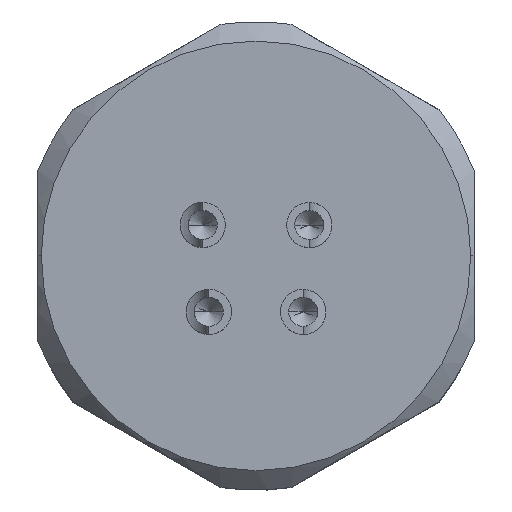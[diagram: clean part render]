
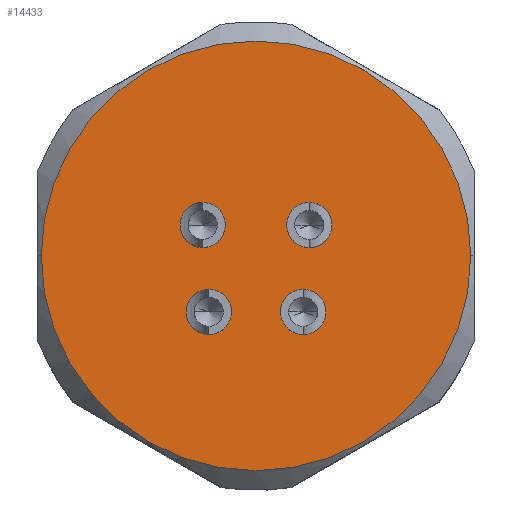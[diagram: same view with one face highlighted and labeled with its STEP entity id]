
A CAD part, top view. The second image highlights one B-rep face of the part: STEP entity #14433.
In plain terms, the highlighted planar face has unit normal (0, 0, 1).
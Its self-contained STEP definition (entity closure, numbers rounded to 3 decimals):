
#2422=CARTESIAN_POINT('',(0.,0.,0.));
#2423=DIRECTION('',(0.,0.,1.));
#2424=DIRECTION('',(1.,0.,0.));
#2425=AXIS2_PLACEMENT_3D('',#2422,#2423,#2424);
#2540=CARTESIAN_POINT('',(0.,0.,0.));
#2541=DIRECTION('',(0.,0.,-1.));
#2542=DIRECTION('',(1.,0.,0.));
#2543=AXIS2_PLACEMENT_3D('',#2540,#2541,#2542);
#2558=CARTESIAN_POINT('',(-2.92,-3.48,0.));
#2559=DIRECTION('',(0.,0.,1.));
#2560=DIRECTION('',(1.,0.,0.));
#2561=AXIS2_PLACEMENT_3D('',#2558,#2559,#2560);
#2563=CARTESIAN_POINT('',(-2.92,-3.48,0.));
#2564=DIRECTION('',(0.,0.,1.));
#2565=DIRECTION('',(-1.,0.,0.));
#2566=AXIS2_PLACEMENT_3D('',#2563,#2564,#2565);
#2568=CARTESIAN_POINT('',(2.92,-3.48,0.));
#2569=DIRECTION('',(0.,0.,1.));
#2570=DIRECTION('',(-1.,0.,0.));
#2571=AXIS2_PLACEMENT_3D('',#2568,#2569,#2570);
#2573=CARTESIAN_POINT('',(2.92,-3.48,0.));
#2574=DIRECTION('',(0.,0.,1.));
#2575=DIRECTION('',(1.,0.,0.));
#2576=AXIS2_PLACEMENT_3D('',#2573,#2574,#2575);
#2578=CARTESIAN_POINT('',(3.3,1.9,0.));
#2579=DIRECTION('',(0.,0.,1.));
#2580=DIRECTION('',(-1.,0.,0.));
#2581=AXIS2_PLACEMENT_3D('',#2578,#2579,#2580);
#2583=CARTESIAN_POINT('',(3.3,1.9,0.));
#2584=DIRECTION('',(0.,0.,1.));
#2585=DIRECTION('',(1.,0.,0.));
#2586=AXIS2_PLACEMENT_3D('',#2583,#2584,#2585);
#2588=CARTESIAN_POINT('',(-3.3,1.9,0.));
#2589=DIRECTION('',(0.,0.,1.));
#2590=DIRECTION('',(1.,0.,0.));
#2591=AXIS2_PLACEMENT_3D('',#2588,#2589,#2590);
#2593=CARTESIAN_POINT('',(-3.3,1.9,0.));
#2594=DIRECTION('',(0.,0.,1.));
#2595=DIRECTION('',(-1.,0.,0.));
#2596=AXIS2_PLACEMENT_3D('',#2593,#2594,#2595);
#9647=CARTESIAN_POINT('',(13.3,0.,0.));
#9648=CARTESIAN_POINT('',(-13.3,0.,0.));
#9649=VERTEX_POINT('',#9647);
#9650=VERTEX_POINT('',#9648);
#10994=CARTESIAN_POINT('',(-4.7,1.9,0.));
#10995=CARTESIAN_POINT('',(-1.9,1.9,0.));
#10996=VERTEX_POINT('',#10994);
#10997=VERTEX_POINT('',#10995);
#10998=CARTESIAN_POINT('',(4.7,1.9,0.));
#10999=CARTESIAN_POINT('',(1.9,1.9,0.));
#11000=VERTEX_POINT('',#10998);
#11001=VERTEX_POINT('',#10999);
#11002=CARTESIAN_POINT('',(4.32,-3.48,0.));
#11003=CARTESIAN_POINT('',(1.52,-3.48,0.));
#11004=VERTEX_POINT('',#11002);
#11005=VERTEX_POINT('',#11003);
#11006=CARTESIAN_POINT('',(-4.32,-3.48,0.));
#11007=CARTESIAN_POINT('',(-1.52,-3.48,0.));
#11008=VERTEX_POINT('',#11006);
#11009=VERTEX_POINT('',#11007);
#14400=CARTESIAN_POINT('',(0.,0.,0.));
#14401=DIRECTION('',(0.,0.,1.));
#14402=DIRECTION('',(-1.,0.,0.));
#14403=AXIS2_PLACEMENT_3D('',#14400,#14401,#14402);
#14404=PLANE('',#14403);
#14405=ORIENTED_EDGE('',*,*,#14392,.T.);
#14406=ORIENTED_EDGE('',*,*,#14281,.F.);
#14407=EDGE_LOOP('',(#14405,#14406));
#14408=FACE_OUTER_BOUND('',#14407,.F.);
#14410=ORIENTED_EDGE('',*,*,#14409,.T.);
#14412=ORIENTED_EDGE('',*,*,#14411,.T.);
#14413=EDGE_LOOP('',(#14410,#14412));
#14414=FACE_BOUND('',#14413,.F.);
#14416=ORIENTED_EDGE('',*,*,#14415,.T.);
#14418=ORIENTED_EDGE('',*,*,#14417,.T.);
#14419=EDGE_LOOP('',(#14416,#14418));
#14420=FACE_BOUND('',#14419,.F.);
#14422=ORIENTED_EDGE('',*,*,#14421,.T.);
#14424=ORIENTED_EDGE('',*,*,#14423,.T.);
#14425=EDGE_LOOP('',(#14422,#14424));
#14426=FACE_BOUND('',#14425,.F.);
#14428=ORIENTED_EDGE('',*,*,#14427,.T.);
#14430=ORIENTED_EDGE('',*,*,#14429,.T.);
#14431=EDGE_LOOP('',(#14428,#14430));
#14432=FACE_BOUND('',#14431,.F.);
#14433=ADVANCED_FACE('',(#14408,#14414,#14420,#14426,#14432),#14404,.T.);
#2426=CIRCLE('',#2425,13.3);
#2544=CIRCLE('',#2543,13.3);
#2562=CIRCLE('',#2561,1.4);
#2567=CIRCLE('',#2566,1.4);
#2572=CIRCLE('',#2571,1.4);
#2577=CIRCLE('',#2576,1.4);
#2582=CIRCLE('',#2581,1.4);
#2587=CIRCLE('',#2586,1.4);
#2592=CIRCLE('',#2591,1.4);
#2597=CIRCLE('',#2596,1.4);
#14281=EDGE_CURVE('',#9649,#9650,#2426,.T.);
#14392=EDGE_CURVE('',#9649,#9650,#2544,.T.);
#14409=EDGE_CURVE('',#11005,#11004,#2572,.T.);
#14411=EDGE_CURVE('',#11004,#11005,#2577,.T.);
#14415=EDGE_CURVE('',#11001,#11000,#2582,.T.);
#14417=EDGE_CURVE('',#11000,#11001,#2587,.T.);
#14421=EDGE_CURVE('',#10997,#10996,#2592,.T.);
#14423=EDGE_CURVE('',#10996,#10997,#2597,.T.);
#14427=EDGE_CURVE('',#11009,#11008,#2562,.T.);
#14429=EDGE_CURVE('',#11008,#11009,#2567,.T.);
